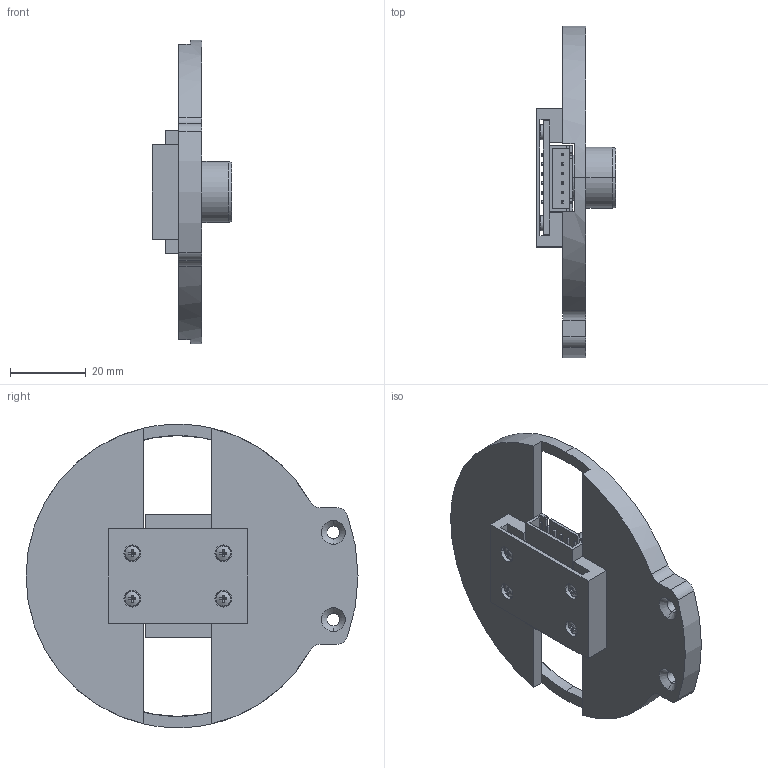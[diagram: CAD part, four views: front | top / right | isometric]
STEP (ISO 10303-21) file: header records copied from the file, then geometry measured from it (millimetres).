
FILE_DESCRIPTION (( 'STEP AP203' ), '1' );
FILE_NAME ('PT1.00.00.240 Magnetic encoder.STEP', '2023-02-14T09:44:26', ( '' ), ( '' ), 'SwSTEP 2.0', 'SolidWorks 2017', '' );
FILE_SCHEMA (( 'CONFIG_CONTROL_DESIGN' ));
Length unit declared in the file: millimetre
Products named in the file (8): PT1.00.00.241 Adapter_00; PT1.00.00.240 Magnetic encoder; PT1.00.00.242 Bracket_00; Ïëàòà ìàãíèòíîãî ýíêîäåðà_00; Âèíò Ì2-6gx8.48 DIN 7985_00; Ãàéêà M2 DIN 934_00; ﾑ褞蒟韭 BMN-35H_00; PT1.00.00.243 Cover_00
Assembly tree (13 placements, depth 2):
  PT1.00.00.240 Magnetic encoder
    PT1.00.00.241 Adapter_00
    PT1.00.00.242 Bracket_00
    PT1.00.00.243 Cover_00
    Ïëàòà ìàãíèòíîãî ýíêîäåðà_00
    Âèíò Ì2-6gx8.48 DIN 7985_00  x4
    Ãàéêà M2 DIN 934_00  x4
    ﾑ褞蒟韭 BMN-35H_00
Bounding box: 20.99 x 87.5 x 80 mm (x, y, z)
Volume: 21099.1 mm3; surface area: 19679 mm2
Topology: 37 solids, 37 shells, 1276 faces, 3127 edges, 1946 vertices
Faces by surface type: plane 729, cylinder 268, bspline 161, cone 118
Entity records: 38382 total; most frequent: CARTESIAN_POINT 12738, ORIENTED_EDGE 5230, DIRECTION 4760, EDGE_CURVE 2615, LINE 1760, VECTOR 1760, VERTEX_POINT 1658, AXIS2_PLACEMENT_3D 1500
